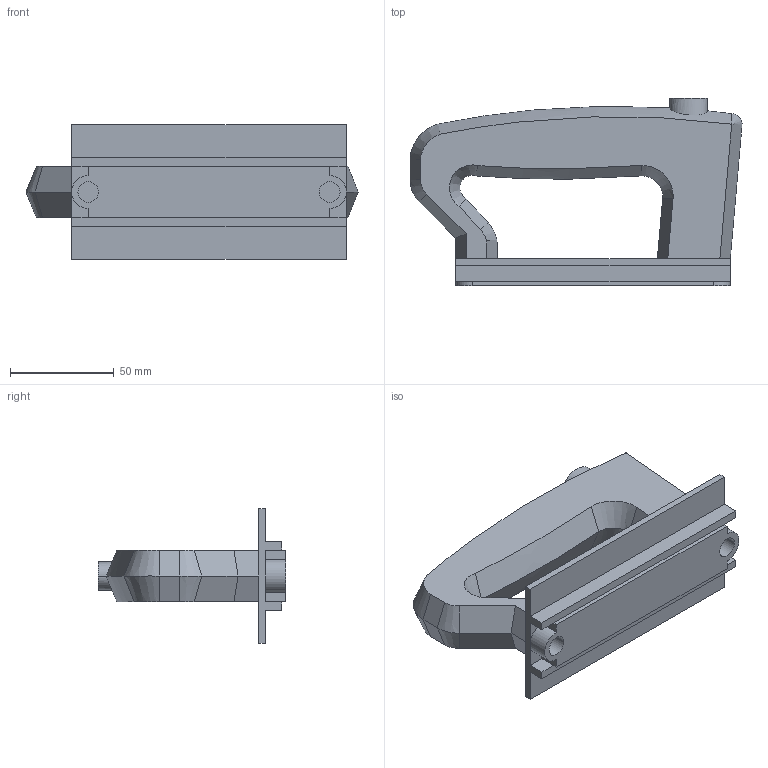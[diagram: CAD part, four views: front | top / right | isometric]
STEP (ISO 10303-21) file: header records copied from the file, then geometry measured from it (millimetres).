
FILE_DESCRIPTION (( 'STEP AP203' ), '1' );
FILE_NAME ('Ðó÷êà äëÿ ñúåìà ÏÏÍ EKF PROxima.STEP', '2016-11-06T11:51:47', ( '' ), ( '' ), 'SwSTEP 2.0', 'SolidWorks 2014', '' );
FILE_SCHEMA (( 'CONFIG_CONTROL_DESIGN' ));
Length unit declared in the file: millimetre
Products named in the file (1): Ðó÷êà äëÿ ñúåìà ÏÏÍ EKF PROxima
Bounding box: 160 x 90.5 x 65 mm (x, y, z)
Volume: 216597.6 mm3; surface area: 44448.7 mm2
Topology: 1 solids, 1 shells, 77 faces, 192 edges, 118 vertices
Faces by surface type: plane 50, bspline 18, cylinder 7, cone 2
Entity records: 3388 total; most frequent: CARTESIAN_POINT 1589, ORIENTED_EDGE 384, DIRECTION 300, EDGE_CURVE 192, LINE 144, VECTOR 144, VERTEX_POINT 118, EDGE_LOOP 80
